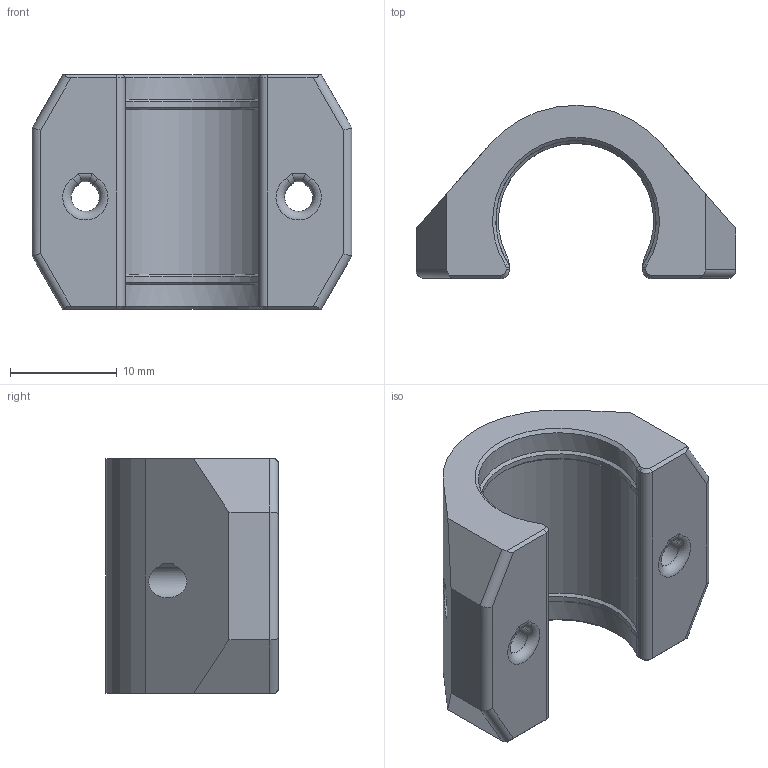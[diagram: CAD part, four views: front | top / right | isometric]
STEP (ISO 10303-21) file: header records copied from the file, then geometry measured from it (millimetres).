
FILE_DESCRIPTION(/* description */ (''),/* implementation_level */ '2;1');
FILE_NAME(/* name */ 'y_bearing_holder_half_upgrade.step',/* time_stamp */ '2018-03-11T18:14:19+01:00',/* author */ ('gregsaun'),/* organization */ (''),/* preprocessor_version */ 'ST-DEVELOPER v16.13',/* originating_system */ 'Autodesk Translation Framework v6.5.0.72',/* authorisation */ '');
FILE_SCHEMA (('AUTOMOTIVE_DESIGN { 1 0 10303 214 3 1 1 }'));
Length unit declared in the file: millimetre
Products named in the file (1): y_bearing_holder_half_upgrade
Bounding box: 30 x 16.23 x 22 mm (x, y, z)
Volume: 4087.8 mm3; surface area: 2642.9 mm2
Topology: 1 solids, 1 shells, 96 faces, 234 edges, 140 vertices
Faces by surface type: plane 36, cylinder 34, cone 24, torus 2
Entity records: 2883 total; most frequent: CARTESIAN_POINT 607, DIRECTION 472, ORIENTED_EDGE 468, EDGE_CURVE 234, AXIS2_PLACEMENT_3D 167, VERTEX_POINT 140, LINE 138, VECTOR 138
